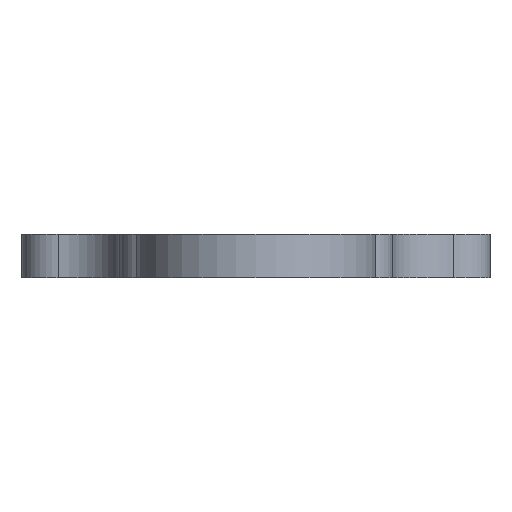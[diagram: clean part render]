
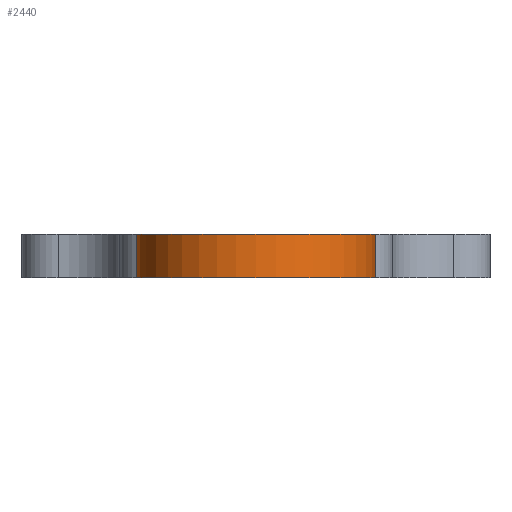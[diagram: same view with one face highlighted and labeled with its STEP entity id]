
A CAD part, front view. The second image highlights one B-rep face of the part: STEP entity #2440.
In plain terms, the highlighted cylindrical face has radius 11 mm (diameter 22 mm), a partial arc.
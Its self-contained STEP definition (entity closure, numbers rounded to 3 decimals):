
#353 = VERTEX_POINT('',#354);
#354 = CARTESIAN_POINT('',(-36.963,-9.897,0.));
#361 = EDGE_CURVE('',#353,#362,#364,.T.);
#362 = VERTEX_POINT('',#363);
#363 = CARTESIAN_POINT('',(-15.037,-9.897,0.));
#364 = CIRCLE('',#365,11.);
#365 = AXIS2_PLACEMENT_3D('',#366,#367,#368);
#366 = CARTESIAN_POINT('',(-26.,-9.,0.));
#367 = DIRECTION('',(0.,0.,1.));
#368 = DIRECTION('',(1.,0.,0.));
#1247 = VERTEX_POINT('',#1248);
#1248 = CARTESIAN_POINT('',(-36.963,-9.897,4.));
#1255 = EDGE_CURVE('',#1247,#1256,#1258,.T.);
#1256 = VERTEX_POINT('',#1257);
#1257 = CARTESIAN_POINT('',(-15.037,-9.897,4.));
#1258 = CIRCLE('',#1259,11.);
#1259 = AXIS2_PLACEMENT_3D('',#1260,#1261,#1262);
#1260 = CARTESIAN_POINT('',(-26.,-9.,4.));
#1261 = DIRECTION('',(0.,0.,1.));
#1262 = DIRECTION('',(1.,0.,0.));
#2390 = EDGE_CURVE('',#353,#1247,#2391,.T.);
#2391 = LINE('',#2392,#2393);
#2392 = CARTESIAN_POINT('',(-36.963,-9.897,0.));
#2393 = VECTOR('',#2394,1.);
#2394 = DIRECTION('',(0.,0.,1.));
#2440 = ADVANCED_FACE('',(#2441),#2452,.T.);
#2441 = FACE_BOUND('',#2442,.F.);
#2442 = EDGE_LOOP('',(#2443,#2444,#2445,#2451));
#2443 = ORIENTED_EDGE('',*,*,#2390,.T.);
#2444 = ORIENTED_EDGE('',*,*,#1255,.T.);
#2445 = ORIENTED_EDGE('',*,*,#2446,.F.);
#2446 = EDGE_CURVE('',#362,#1256,#2447,.T.);
#2447 = LINE('',#2448,#2449);
#2448 = CARTESIAN_POINT('',(-15.037,-9.897,0.));
#2449 = VECTOR('',#2450,1.);
#2450 = DIRECTION('',(0.,0.,1.));
#2451 = ORIENTED_EDGE('',*,*,#361,.F.);
#2452 = CYLINDRICAL_SURFACE('',#2453,11.);
#2453 = AXIS2_PLACEMENT_3D('',#2454,#2455,#2456);
#2454 = CARTESIAN_POINT('',(-26.,-9.,0.));
#2455 = DIRECTION('',(-0.,-0.,-1.));
#2456 = DIRECTION('',(1.,0.,0.));
